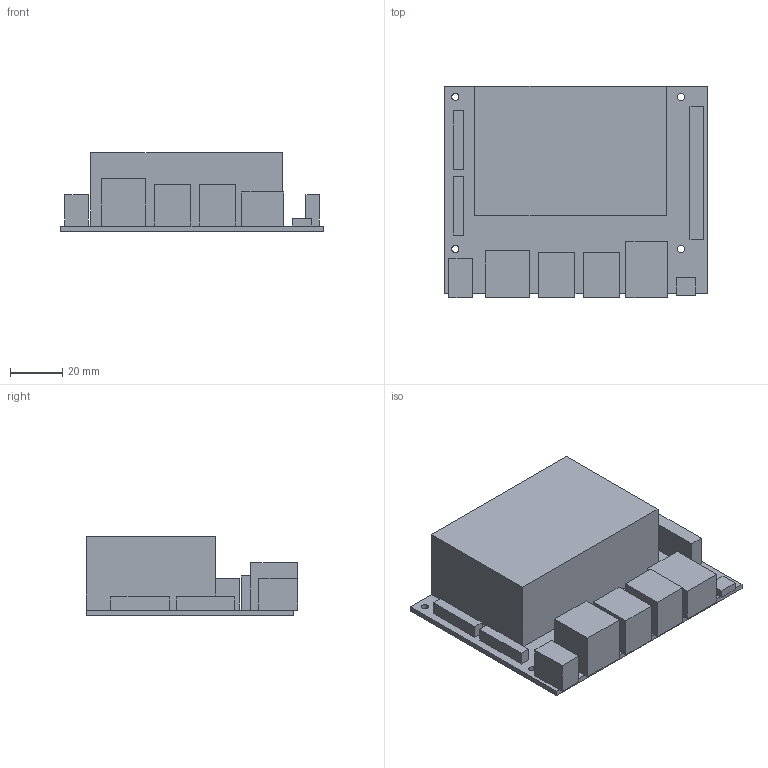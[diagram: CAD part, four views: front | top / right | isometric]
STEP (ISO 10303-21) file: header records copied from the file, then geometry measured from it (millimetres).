
FILE_DESCRIPTION(/* description */ (''),/* implementation_level */ '2;1');
FILE_NAME(/* name */ 'Jetson Nano.step',/* time_stamp */ '2023-01-29T12:15:36-08:00',/* author */ (''),/* organization */ (''),/* preprocessor_version */ 'ST-DEVELOPER v19',/* originating_system */ 'Autodesk Translation Framework v11.7.0.108',/* authorisation */ '');
FILE_SCHEMA (('AUTOMOTIVE_DESIGN { 1 0 10303 214 3 1 1 }'));
Length unit declared in the file: millimetre
Products named in the file (1): Jetson Nano
Bounding box: 100 x 80.7 x 30 mm (x, y, z)
Volume: 139768.6 mm3; surface area: 40803.6 mm2
Topology: 11 solids, 11 shells, 70 faces, 144 edges, 96 vertices
Faces by surface type: plane 66, cylinder 4
Full cylindrical faces by diameter (mm): 2.75 x4
Entity records: 1890 total; most frequent: CARTESIAN_POINT 311, DIRECTION 294, ORIENTED_EDGE 288, EDGE_CURVE 144, LINE 136, VECTOR 136, VERTEX_POINT 96, AXIS2_PLACEMENT_3D 79
